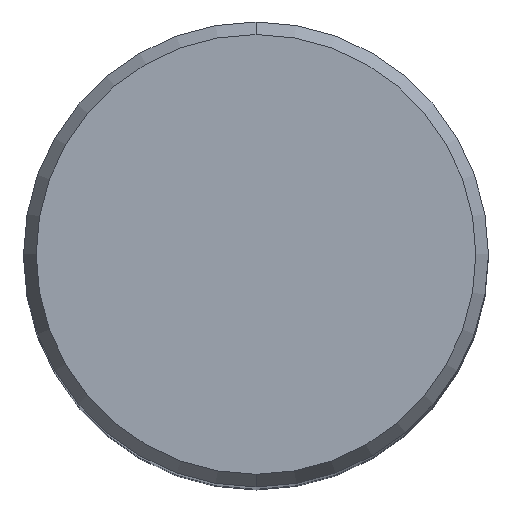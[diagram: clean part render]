
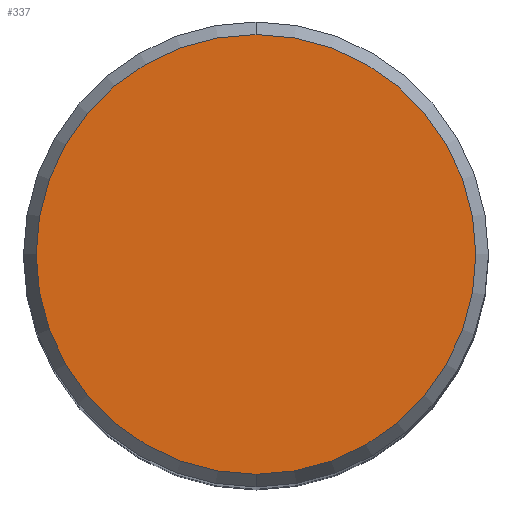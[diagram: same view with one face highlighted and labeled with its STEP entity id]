
A CAD part, top view. The second image highlights one B-rep face of the part: STEP entity #337.
In plain terms, the highlighted planar face has unit normal (0, 0, 1).
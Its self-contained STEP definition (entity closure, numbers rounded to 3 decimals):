
#207=VERTEX_POINT('',#479);
#227=VERTEX_POINT('',#499);
#235=EDGE_CURVE('',#227,#207,#508,.T.);
#295=EDGE_CURVE('',#207,#227,#573,.T.);
#337=ADVANCED_FACE('',(#617),#618,.T.);
#479=CARTESIAN_POINT('',(0.0,12.012,0.));
#499=CARTESIAN_POINT('',(0.,-12.012,0.));
#508=CIRCLE('',#982,12.012);
#573=CIRCLE('',#1088,12.012);
#617=FACE_OUTER_BOUND('',#1218,.T.);
#618=PLANE('',#1219);
#982=AXIS2_PLACEMENT_3D('',#1522,#1523,#1524);
#1088=AXIS2_PLACEMENT_3D('',#1588,#1589,#1590);
#1218=EDGE_LOOP('',(#1636,#1637));
#1219=AXIS2_PLACEMENT_3D('',#1638,#1639,#1640);
#1522=CARTESIAN_POINT('',(0.0,0.0,0.));
#1523=DIRECTION('',(0.0,0.0,-1.0));
#1524=DIRECTION('',(0.0,1.0,0.0));
#1588=CARTESIAN_POINT('',(0.0,0.0,0.));
#1589=DIRECTION('',(0.0,0.0,-1.0));
#1590=DIRECTION('',(0.0,1.0,0.0));
#1636=ORIENTED_EDGE('',*,*,#295,.F.);
#1637=ORIENTED_EDGE('',*,*,#235,.F.);
#1638=CARTESIAN_POINT('',(0.0,6.006,0.));
#1639=DIRECTION('',(-0.0,0.0,1.0));
#1640=DIRECTION('',(0.0,-1.0,0.0));
